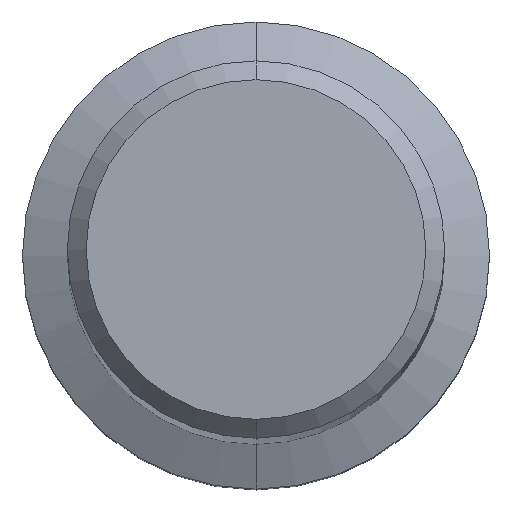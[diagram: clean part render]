
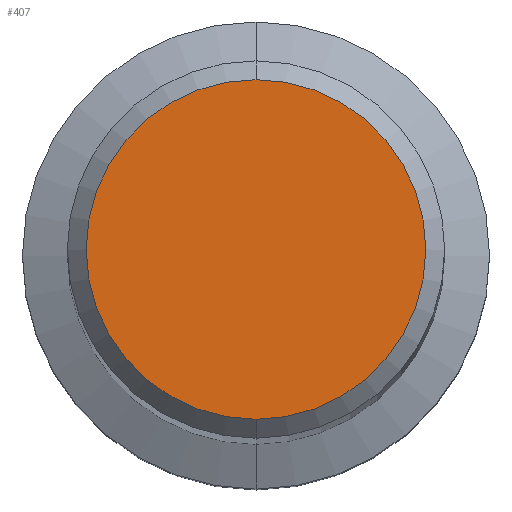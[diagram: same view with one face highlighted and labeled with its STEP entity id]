
A CAD part, top view. The second image highlights one B-rep face of the part: STEP entity #407.
In plain terms, the highlighted planar face has unit normal (0, 0, 1).
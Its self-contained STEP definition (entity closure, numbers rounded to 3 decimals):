
#309=EDGE_CURVE('',#503,#453,#675,.T.);
#387=EDGE_CURVE('',#453,#503,#759,.T.);
#407=ADVANCED_FACE('',(#782),#783,.T.);
#453=VERTEX_POINT('',#835);
#503=VERTEX_POINT('',#889);
#675=CIRCLE('',#1233,4.5);
#759=CIRCLE('',#1375,4.5);
#782=FACE_OUTER_BOUND('',#1409,.T.);
#783=PLANE('',#1410);
#835=CARTESIAN_POINT('',(0.0,4.5,0.0));
#889=CARTESIAN_POINT('',(0.,-4.5,0.0));
#1233=AXIS2_PLACEMENT_3D('',#1792,#1793,#1794);
#1375=AXIS2_PLACEMENT_3D('',#1891,#1892,#1893);
#1409=EDGE_LOOP('',(#1913,#1914));
#1410=AXIS2_PLACEMENT_3D('',#1915,#1916,#1917);
#1792=CARTESIAN_POINT('',(0.0,0.0,0.0));
#1793=DIRECTION('',(0.0,0.0,-1.0));
#1794=DIRECTION('',(0.0,1.0,0.0));
#1891=CARTESIAN_POINT('',(0.0,0.0,0.0));
#1892=DIRECTION('',(0.0,0.0,-1.0));
#1893=DIRECTION('',(0.0,1.0,0.0));
#1913=ORIENTED_EDGE('',*,*,#387,.F.);
#1914=ORIENTED_EDGE('',*,*,#309,.F.);
#1915=CARTESIAN_POINT('',(0.0,2.25,0.0));
#1916=DIRECTION('',(-0.0,0.0,1.0));
#1917=DIRECTION('',(0.0,-1.0,0.0));
